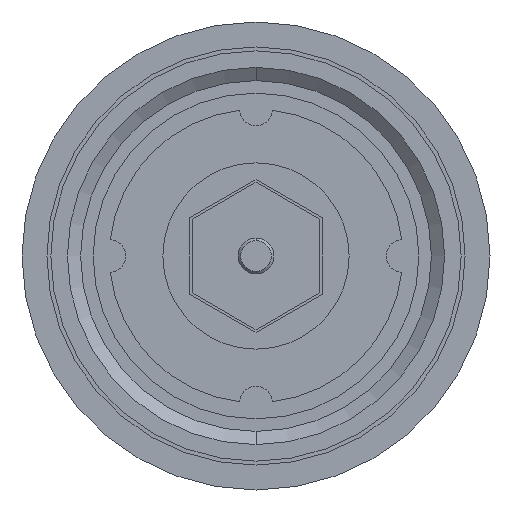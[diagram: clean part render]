
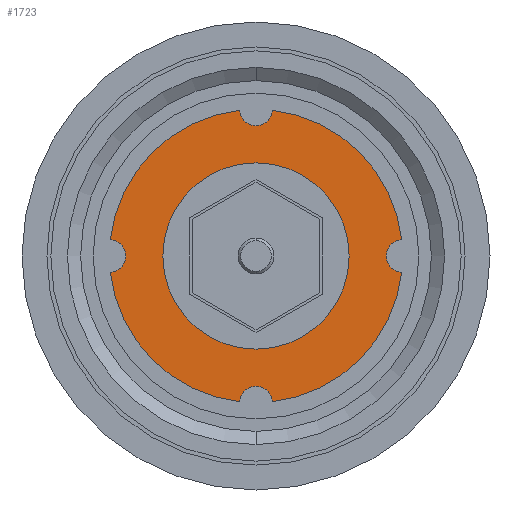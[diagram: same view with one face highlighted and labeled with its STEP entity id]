
A CAD part, front view. The second image highlights one B-rep face of the part: STEP entity #1723.
In plain terms, the highlighted planar face has unit normal (0, -1, 0).
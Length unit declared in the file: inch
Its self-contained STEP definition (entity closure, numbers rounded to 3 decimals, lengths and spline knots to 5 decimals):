
#24 = DIRECTION ( 'NONE',  ( 0., 0., 1. ) ) ;
#30 = VERTEX_POINT ( 'NONE', #940 ) ;
#36 = EDGE_CURVE ( 'NONE', #443, #1706, #1024, .T. ) ;
#37 = CARTESIAN_POINT ( 'NONE',  ( -0.45, 0.39558, 0. ) ) ;
#48 = CARTESIAN_POINT ( 'NONE',  ( 0., 0.39558, 0.286 ) ) ;
#55 = CARTESIAN_POINT ( 'NONE',  ( -0.44722, 0.39558, 0.04992 ) ) ;
#73 = DIRECTION ( 'NONE',  ( 0., 0., 1. ) ) ;
#91 = CARTESIAN_POINT ( 'NONE',  ( 0., 0.39558, 0.45 ) ) ;
#111 = DIRECTION ( 'NONE',  ( 0., -1., 0. ) ) ;
#125 = CARTESIAN_POINT ( 'NONE',  ( 0.04992, 0.39558, -0.44722 ) ) ;
#126 = ORIENTED_EDGE ( 'NONE', *, *, #1379, .F. ) ;
#159 = CIRCLE ( 'NONE', #1832, 0.05 ) ;
#214 = ORIENTED_EDGE ( 'NONE', *, *, #1637, .F. ) ;
#229 = DIRECTION ( 'NONE',  ( 0., 0., -1. ) ) ;
#235 = AXIS2_PLACEMENT_3D ( 'NONE', #1757, #1203, #73 ) ;
#254 = CARTESIAN_POINT ( 'NONE',  ( 0.44722, 0.39558, 0.04992 ) ) ;
#269 = PLANE ( 'NONE',  #2385 ) ;
#286 = CARTESIAN_POINT ( 'NONE',  ( -0.04992, 0.39558, 0.44722 ) ) ;
#295 = VERTEX_POINT ( 'NONE', #2088 ) ;
#337 = DIRECTION ( 'NONE',  ( 0., 0., -1. ) ) ;
#348 = CARTESIAN_POINT ( 'NONE',  ( 0., 0.39558, -0.45 ) ) ;
#375 = EDGE_CURVE ( 'NONE', #747, #1360, #733, .T. ) ;
#421 = AXIS2_PLACEMENT_3D ( 'NONE', #1387, #2337, #667 ) ;
#443 = VERTEX_POINT ( 'NONE', #55 ) ;
#448 = CIRCLE ( 'NONE', #1215, 0.45 ) ;
#463 = CARTESIAN_POINT ( 'NONE',  ( -0.45, 0.39558, 0. ) ) ;
#505 = ORIENTED_EDGE ( 'NONE', *, *, #910, .T. ) ;
#527 = AXIS2_PLACEMENT_3D ( 'NONE', #819, #1729, #2306 ) ;
#604 = CIRCLE ( 'NONE', #1745, 0.05 ) ;
#649 = DIRECTION ( 'NONE',  ( 0., -1., 0. ) ) ;
#667 = DIRECTION ( 'NONE',  ( 0., 0., 1. ) ) ;
#668 = VERTEX_POINT ( 'NONE', #1312 ) ;
#733 = CIRCLE ( 'NONE', #421, 0.286 ) ;
#747 = VERTEX_POINT ( 'NONE', #48 ) ;
#819 = CARTESIAN_POINT ( 'NONE',  ( 0., 0.39558, 0. ) ) ;
#857 = CIRCLE ( 'NONE', #1049, 0.05 ) ;
#910 = EDGE_CURVE ( 'NONE', #1360, #747, #1113, .T. ) ;
#934 = DIRECTION ( 'NONE',  ( 0., -1., 0. ) ) ;
#940 = CARTESIAN_POINT ( 'NONE',  ( 0.04992, 0.39558, 0.44722 ) ) ;
#997 = DIRECTION ( 'NONE',  ( 0., 0., -1. ) ) ;
#1004 = EDGE_CURVE ( 'NONE', #1217, #1571, #448, .T. ) ;
#1024 = CIRCLE ( 'NONE', #1416, 0.45 ) ;
#1031 = EDGE_LOOP ( 'NONE', ( #2305, #2013, #2188, #2214, #1362, #126, #1896, #214, #1934 ) ) ;
#1049 = AXIS2_PLACEMENT_3D ( 'NONE', #348, #934, #2229 ) ;
#1074 = CIRCLE ( 'NONE', #2265, 0.05 ) ;
#1102 = DIRECTION ( 'NONE',  ( 0., -1., 0. ) ) ;
#1113 = CIRCLE ( 'NONE', #235, 0.286 ) ;
#1167 = CIRCLE ( 'NONE', #527, 0.45 ) ;
#1203 = DIRECTION ( 'NONE',  ( 0., 1., 0. ) ) ;
#1215 = AXIS2_PLACEMENT_3D ( 'NONE', #2368, #1434, #2351 ) ;
#1217 = VERTEX_POINT ( 'NONE', #2413 ) ;
#1224 = CIRCLE ( 'NONE', #1363, 0.05 ) ;
#1312 = CARTESIAN_POINT ( 'NONE',  ( 0.44722, 0.39558, -0.04992 ) ) ;
#1360 = VERTEX_POINT ( 'NONE', #2111 ) ;
#1361 = DIRECTION ( 'NONE',  ( 0., -1., 0. ) ) ;
#1362 = ORIENTED_EDGE ( 'NONE', *, *, #1004, .F. ) ;
#1363 = AXIS2_PLACEMENT_3D ( 'NONE', #91, #111, #2358 ) ;
#1379 = EDGE_CURVE ( 'NONE', #295, #1217, #1074, .T. ) ;
#1387 = CARTESIAN_POINT ( 'NONE',  ( 0., 0.39558, 0. ) ) ;
#1416 = AXIS2_PLACEMENT_3D ( 'NONE', #1867, #2039, #2423 ) ;
#1434 = DIRECTION ( 'NONE',  ( 0., 1., 0. ) ) ;
#1449 = VERTEX_POINT ( 'NONE', #254 ) ;
#1571 = VERTEX_POINT ( 'NONE', #2275 ) ;
#1637 = EDGE_CURVE ( 'NONE', #668, #2376, #1167, .T. ) ;
#1664 = ORIENTED_EDGE ( 'NONE', *, *, #375, .T. ) ;
#1706 = VERTEX_POINT ( 'NONE', #286 ) ;
#1723 = ADVANCED_FACE ( 'NONE', ( #1918, #2147 ), #269, .T. ) ;
#1728 = CARTESIAN_POINT ( 'NONE',  ( 0., 0.39558, -0.45 ) ) ;
#1729 = DIRECTION ( 'NONE',  ( 0., 1., 0. ) ) ;
#1745 = AXIS2_PLACEMENT_3D ( 'NONE', #37, #1361, #229 ) ;
#1757 = CARTESIAN_POINT ( 'NONE',  ( 0., 0.39558, 0. ) ) ;
#1776 = DIRECTION ( 'NONE',  ( 0., 0., -1. ) ) ;
#1832 = AXIS2_PLACEMENT_3D ( 'NONE', #1846, #1102, #337 ) ;
#1846 = CARTESIAN_POINT ( 'NONE',  ( 0.45, 0.39558, 0. ) ) ;
#1867 = CARTESIAN_POINT ( 'NONE',  ( 0., 0.39558, 0. ) ) ;
#1896 = ORIENTED_EDGE ( 'NONE', *, *, #1962, .F. ) ;
#1907 = DIRECTION ( 'NONE',  ( 0., 1., 0. ) ) ;
#1918 = FACE_BOUND ( 'NONE', #2044, .T. ) ;
#1934 = ORIENTED_EDGE ( 'NONE', *, *, #2363, .F. ) ;
#1962 = EDGE_CURVE ( 'NONE', #2376, #295, #857, .T. ) ;
#1988 = AXIS2_PLACEMENT_3D ( 'NONE', #2067, #1907, #24 ) ;
#2013 = ORIENTED_EDGE ( 'NONE', *, *, #2279, .F. ) ;
#2039 = DIRECTION ( 'NONE',  ( 0., 1., 0. ) ) ;
#2044 = EDGE_LOOP ( 'NONE', ( #1664, #505 ) ) ;
#2055 = EDGE_CURVE ( 'NONE', #30, #1449, #2156, .T. ) ;
#2067 = CARTESIAN_POINT ( 'NONE',  ( 0., 0.39558, 0. ) ) ;
#2088 = CARTESIAN_POINT ( 'NONE',  ( 0., 0.39558, -0.4 ) ) ;
#2111 = CARTESIAN_POINT ( 'NONE',  ( 0., 0.39558, -0.286 ) ) ;
#2147 = FACE_OUTER_BOUND ( 'NONE', #1031, .T. ) ;
#2156 = CIRCLE ( 'NONE', #1988, 0.45 ) ;
#2181 = EDGE_CURVE ( 'NONE', #1571, #443, #604, .T. ) ;
#2188 = ORIENTED_EDGE ( 'NONE', *, *, #36, .F. ) ;
#2214 = ORIENTED_EDGE ( 'NONE', *, *, #2181, .F. ) ;
#2229 = DIRECTION ( 'NONE',  ( 0., 0., -1. ) ) ;
#2265 = AXIS2_PLACEMENT_3D ( 'NONE', #1728, #2273, #997 ) ;
#2273 = DIRECTION ( 'NONE',  ( 0., -1., 0. ) ) ;
#2275 = CARTESIAN_POINT ( 'NONE',  ( -0.44722, 0.39558, -0.04992 ) ) ;
#2279 = EDGE_CURVE ( 'NONE', #1706, #30, #1224, .T. ) ;
#2305 = ORIENTED_EDGE ( 'NONE', *, *, #2055, .F. ) ;
#2306 = DIRECTION ( 'NONE',  ( 0., 0., 1. ) ) ;
#2337 = DIRECTION ( 'NONE',  ( 0., 1., 0. ) ) ;
#2351 = DIRECTION ( 'NONE',  ( 0., 0., 1. ) ) ;
#2358 = DIRECTION ( 'NONE',  ( 0., 0., -1. ) ) ;
#2363 = EDGE_CURVE ( 'NONE', #1449, #668, #159, .T. ) ;
#2368 = CARTESIAN_POINT ( 'NONE',  ( 0., 0.39558, 0. ) ) ;
#2376 = VERTEX_POINT ( 'NONE', #125 ) ;
#2385 = AXIS2_PLACEMENT_3D ( 'NONE', #463, #649, #1776 ) ;
#2413 = CARTESIAN_POINT ( 'NONE',  ( -0.04992, 0.39558, -0.44722 ) ) ;
#2423 = DIRECTION ( 'NONE',  ( 0., 0., 1. ) ) ;
